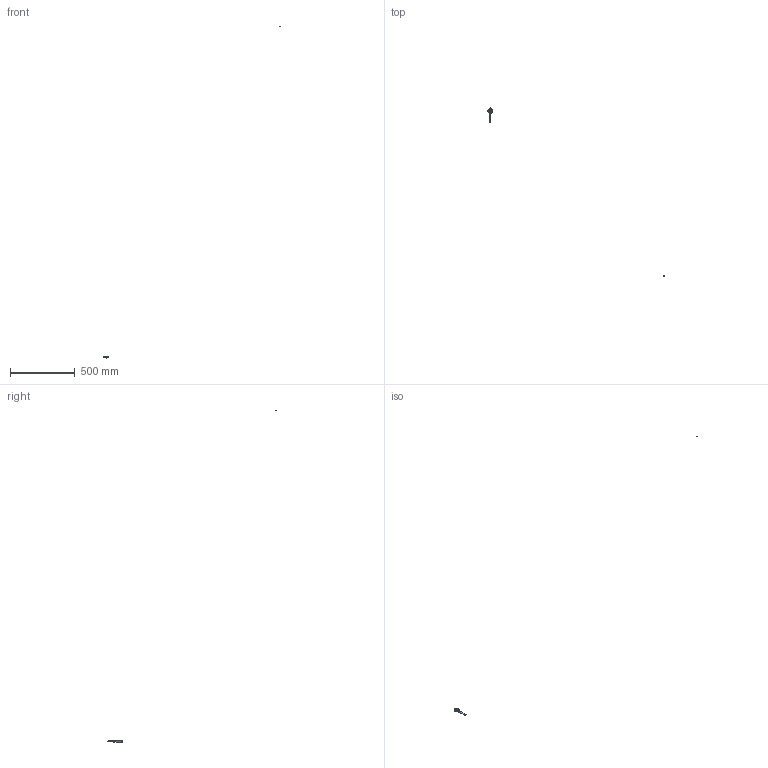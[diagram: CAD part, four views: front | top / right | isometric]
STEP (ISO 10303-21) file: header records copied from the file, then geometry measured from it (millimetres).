
FILE_DESCRIPTION (( 'STEP AP203' ), '1' );
FILE_NAME ('528005.STEP', '2023-10-07T02:41:50', ( 'Windows User' ), ( 'P R C' ), 'SwSTEP 2.0', 'SolidWorks 2020', '' );
FILE_SCHEMA (( 'CONFIG_CONTROL_DESIGN' ));
Length unit declared in the file: millimetre
Products named in the file (1): 528005
Bounding box: 1365.89 x 1306.7 x 2571.92 mm (x, y, z)
Volume: 13096.6 mm3; surface area: 7942.5 mm2
Topology: 8 solids, 8 shells, 113 faces, 252 edges, 163 vertices
Faces by surface type: plane 54, cylinder 26, cone 25, bspline 8
Full cylindrical faces by diameter (mm): 1.25 x1, 1.4 x1, 1.6 x3, 2 x1, 2.4 x1, 2.8 x2, 3.3 x2, 4 x4, 5 x1, 12.7 x2, 20 x1, 25 x1, 30 x1, 30.2 x1
Entity records: 7484 total; most frequent: CARTESIAN_POINT 5279, DIRECTION 414, ORIENTED_EDGE 362, EDGE_LOOP 186, EDGE_CURVE 181, AXIS2_PLACEMENT_3D 176, FACE_OUTER_BOUND 143, VERTEX_POINT 143
